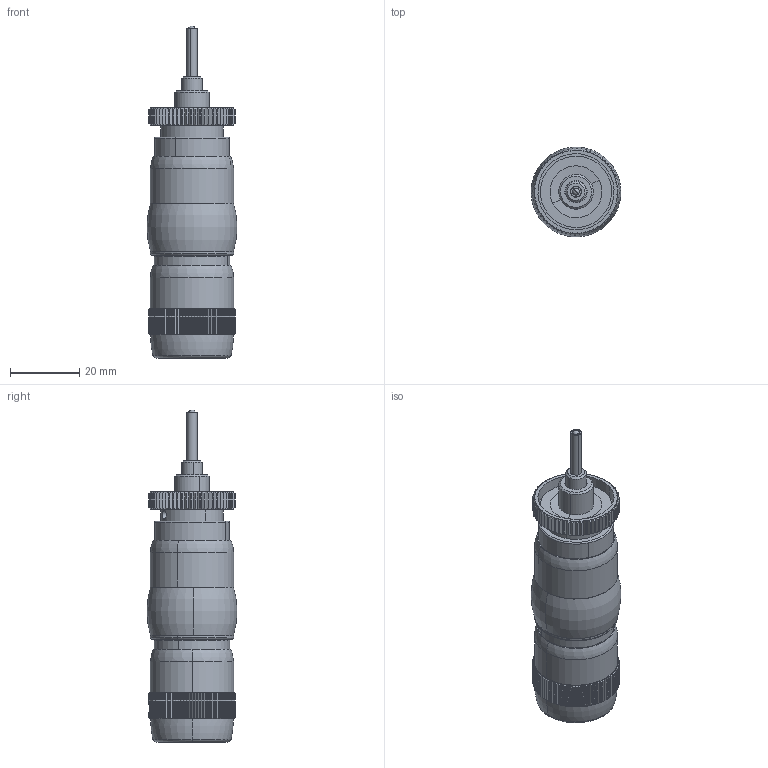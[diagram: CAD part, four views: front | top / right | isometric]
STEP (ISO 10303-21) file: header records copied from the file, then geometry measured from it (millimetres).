
FILE_DESCRIPTION (( 'STEP AP214' ), '1' );
FILE_NAME ('10872-E0W.step', '2007-10-25T00:17:34', ( ' ' ), ( ' ' ), 'SwSTEP 2.0', 'SolidWorks 2007', '' );
FILE_SCHEMA (( 'AUTOMOTIVE_DESIGN' ));
Length unit declared in the file: inch
Products named in the file (1): 10872-E0W
Bounding box: 25.98 x 25.98 x 95.9 mm (x, y, z)
Surface area: 12915.3 mm2 (no closed solid volume)
Topology: 0 solids, 12 shells, 869 faces, 2827 edges, 1880 vertices
Faces by surface type: plane 350, cone 314, cylinder 185, torus 16, bspline 2, sphere 2
Entity records: 43124 total; most frequent: CARTESIAN_POINT 8333, ORIENTED_EDGE 5232, DIRECTION 4410, EDGE_CURVE 2820, VERTEX_POINT 1877, AXIS2_PLACEMENT_3D 1592, VECTOR 1226, LINE 1226
